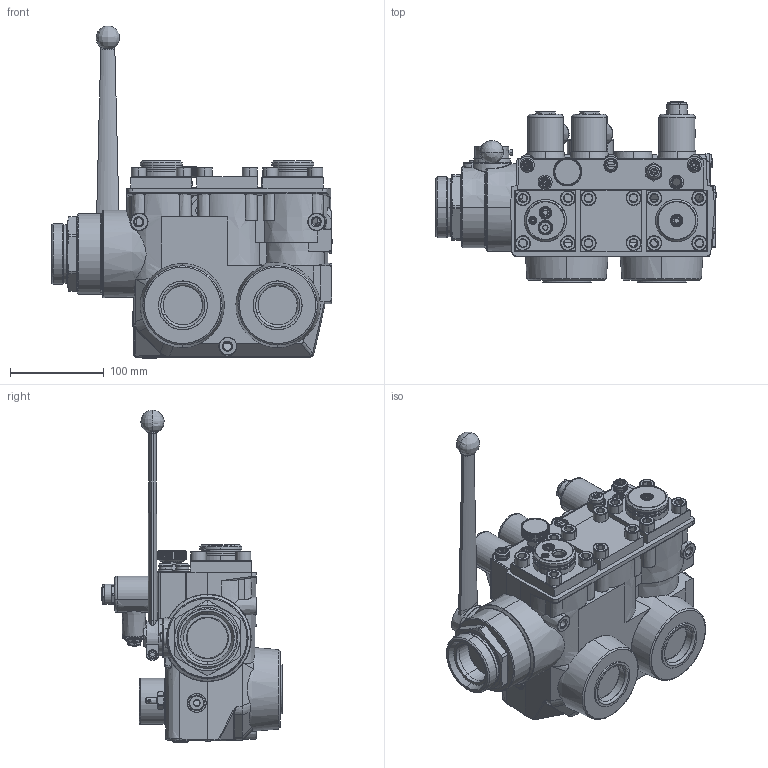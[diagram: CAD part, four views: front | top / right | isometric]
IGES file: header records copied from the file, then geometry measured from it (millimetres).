
Start section: SolidWorks IGES file using analytic representation for surfaces
Global section: file name: EV1_1.5_2.IGS; native system: SolidWorks 2014; preprocessor: SolidWorks 2014; author: P.Mehta; date: 140716.075920; units: millimetre
Bounding box: 299.15 x 191.96 x 353.79 mm (x, y, z)
Surface area: 301397.6 mm2 (no closed solid volume)
Topology: 0 solids, 0 shells, 1899 faces, 27164 edges, 27149 vertices
Faces by surface type: revolution 1038, bspline 861
